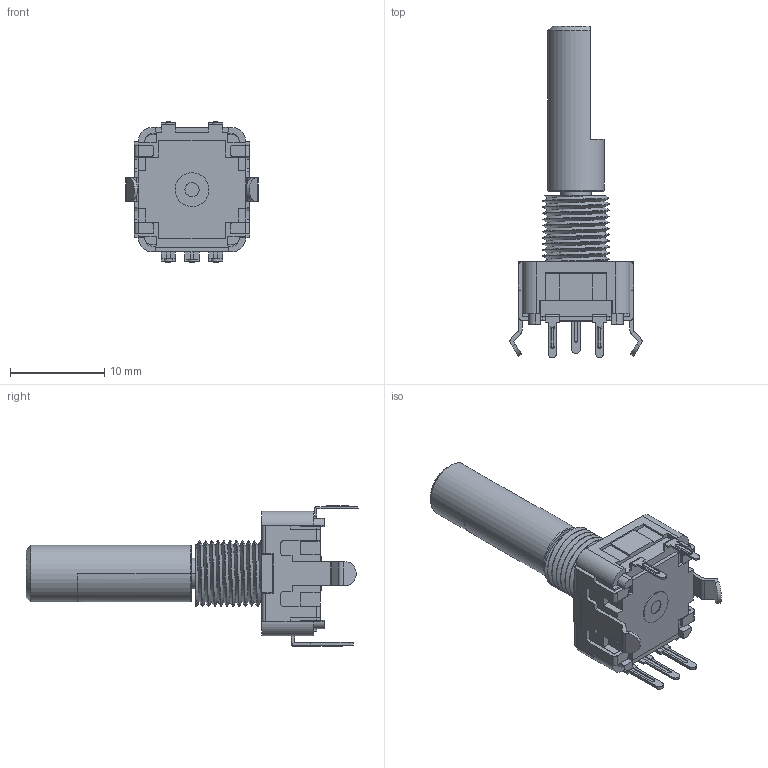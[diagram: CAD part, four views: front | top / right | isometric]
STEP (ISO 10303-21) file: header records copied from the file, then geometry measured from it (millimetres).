
FILE_DESCRIPTION((''),'2;1');
FILE_NAME('PEC11R-4025F-SXXXX','2015-05-21T',('RICKB'),('Bourns, Inc.'),'PRO/ENGINEER BY PARAMETRIC TECHNOLOGY CORPORATION, 2012230','PRO/ENGINEER BY PARAMETRIC TECHNOLOGY CORPORATION, 2012230','');
FILE_SCHEMA(('CONFIG_CONTROL_DESIGN'));
Length unit declared in the file: millimetre
Products named in the file (1): PEC11R-4025F-SXXXX
Bounding box: 14 x 35.2 x 14.9 mm (x, y, z)
Volume: 1505.8 mm3; surface area: 1778.6 mm2
Topology: 1 solids, 3 shells, 452 faces, 1361 edges, 932 vertices
Faces by surface type: plane 285, cylinder 137, torus 15, bspline 7, cone 7, extrusion 1
Entity records: 18941 total; most frequent: CARTESIAN_POINT 6430, ORIENTED_EDGE 2722, DIRECTION 2519, EDGE_CURVE 1361, VERTEX_POINT 932, VECTOR 903, LINE 902, AXIS2_PLACEMENT_3D 808
